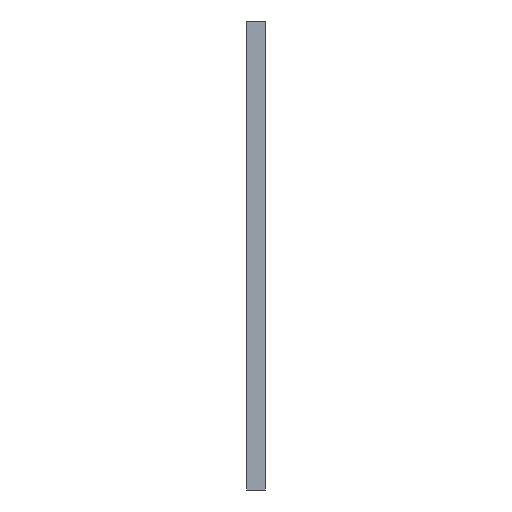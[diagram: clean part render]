
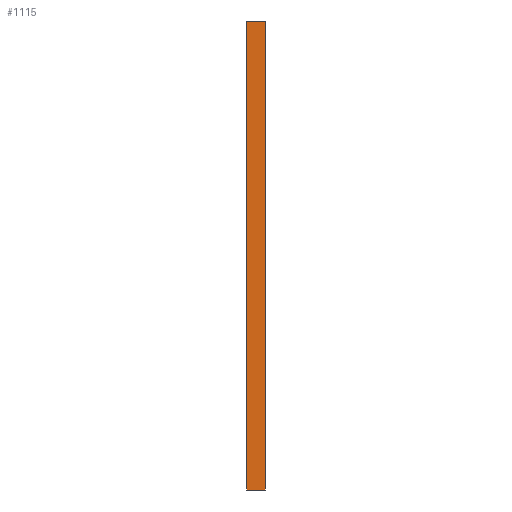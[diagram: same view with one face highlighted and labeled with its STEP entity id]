
A CAD part, left-side view. The second image highlights one B-rep face of the part: STEP entity #1115.
In plain terms, the highlighted planar face has unit normal (-1, 0, 0).
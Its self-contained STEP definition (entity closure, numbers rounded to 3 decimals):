
#138 = EDGE_CURVE ( 'NONE', #2041, #1691, #1847, .T. ) ;
#142 = LINE ( 'NONE', #145, #945 ) ;
#145 = CARTESIAN_POINT ( 'NONE',  ( -21.5, 1.5, -19. ) ) ;
#187 = EDGE_CURVE ( 'NONE', #2041, #1766, #142, .T. ) ;
#276 = CARTESIAN_POINT ( 'NONE',  ( -21.5, 1.5, -19. ) ) ;
#277 = VERTEX_POINT ( 'NONE', #873 ) ;
#377 = DIRECTION ( 'NONE',  ( 0., 0., 1. ) ) ;
#392 = LINE ( 'NONE', #1593, #637 ) ;
#417 = LINE ( 'NONE', #1939, #419 ) ;
#419 = VECTOR ( 'NONE', #377, 1000. ) ;
#533 = CARTESIAN_POINT ( 'NONE',  ( -21.5, 1.5, -19. ) ) ;
#623 = ORIENTED_EDGE ( 'NONE', *, *, #2176, .T. ) ;
#637 = VECTOR ( 'NONE', #1629, 1000. ) ;
#728 = CARTESIAN_POINT ( 'NONE',  ( -21.5, 1.5, -19. ) ) ;
#760 = CARTESIAN_POINT ( 'NONE',  ( -21.5, 0., -19. ) ) ;
#873 = CARTESIAN_POINT ( 'NONE',  ( -21.5, 0., 19. ) ) ;
#945 = VECTOR ( 'NONE', #1512, 1000. ) ;
#963 = ORIENTED_EDGE ( 'NONE', *, *, #1604, .F. ) ;
#998 = FACE_OUTER_BOUND ( 'NONE', #1036, .T. ) ;
#1036 = EDGE_LOOP ( 'NONE', ( #623, #963, #1654, #1793 ) ) ;
#1062 = DIRECTION ( 'NONE',  ( 1., 0., 0. ) ) ;
#1104 = VECTOR ( 'NONE', #1500, 1000. ) ;
#1115 = ADVANCED_FACE ( 'NONE', ( #998 ), #1251, .F. ) ;
#1251 = PLANE ( 'NONE',  #1658 ) ;
#1500 = DIRECTION ( 'NONE',  ( 0., -1., 0. ) ) ;
#1512 = DIRECTION ( 'NONE',  ( 0., 0., 1. ) ) ;
#1593 = CARTESIAN_POINT ( 'NONE',  ( -21.5, 1.5, 19. ) ) ;
#1604 = EDGE_CURVE ( 'NONE', #1766, #277, #392, .T. ) ;
#1629 = DIRECTION ( 'NONE',  ( 0., -1., 0. ) ) ;
#1654 = ORIENTED_EDGE ( 'NONE', *, *, #187, .F. ) ;
#1658 = AXIS2_PLACEMENT_3D ( 'NONE', #728, #1062, #2106 ) ;
#1691 = VERTEX_POINT ( 'NONE', #760 ) ;
#1766 = VERTEX_POINT ( 'NONE', #1834 ) ;
#1793 = ORIENTED_EDGE ( 'NONE', *, *, #138, .T. ) ;
#1834 = CARTESIAN_POINT ( 'NONE',  ( -21.5, 1.5, 19. ) ) ;
#1847 = LINE ( 'NONE', #276, #1104 ) ;
#1939 = CARTESIAN_POINT ( 'NONE',  ( -21.5, 0., -19. ) ) ;
#2041 = VERTEX_POINT ( 'NONE', #533 ) ;
#2106 = DIRECTION ( 'NONE',  ( 0., 0., -1. ) ) ;
#2176 = EDGE_CURVE ( 'NONE', #1691, #277, #417, .T. ) ;
